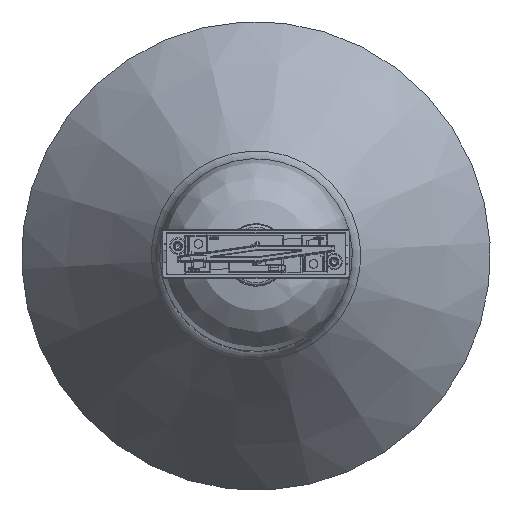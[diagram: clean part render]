
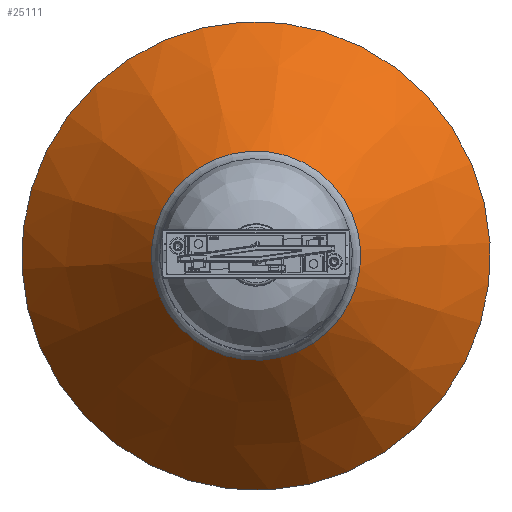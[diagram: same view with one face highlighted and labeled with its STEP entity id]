
A CAD part, top view. The second image highlights one B-rep face of the part: STEP entity #25111.
In plain terms, the highlighted conical face has half-angle 38 degrees and reference radius 65.09 mm.
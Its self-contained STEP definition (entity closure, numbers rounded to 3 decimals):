
#164=CONICAL_SURFACE('',#26738,65.09,0.663);
#1125=CIRCLE('',#26737,90.);
#1126=CIRCLE('',#26739,40.18);
#2320=FACE_OUTER_BOUND('',#3723,.T.);
#3723=EDGE_LOOP('',(#19668,#19669,#19670,#19671));
#5994=LINE('',#38993,#8673);
#8673=VECTOR('',#31033,65.09);
#10966=VERTEX_POINT('',#38988);
#10967=VERTEX_POINT('',#38991);
#14058=EDGE_CURVE('',#10966,#10966,#1125,.T.);
#14059=EDGE_CURVE('',#10967,#10967,#1126,.T.);
#14060=EDGE_CURVE('',#10967,#10966,#5994,.T.);
#19668=ORIENTED_EDGE('',*,*,#14059,.F.);
#19669=ORIENTED_EDGE('',*,*,#14060,.T.);
#19670=ORIENTED_EDGE('',*,*,#14058,.T.);
#19671=ORIENTED_EDGE('',*,*,#14060,.F.);
#25111=ADVANCED_FACE('',(#2320),#164,.T.);
#26737=AXIS2_PLACEMENT_3D('',#38989,#31027,#31028);
#26738=AXIS2_PLACEMENT_3D('',#38990,#31029,#31030);
#26739=AXIS2_PLACEMENT_3D('',#38992,#31031,#31032);
#31027=DIRECTION('center_axis',(0.,0.,
1.));
#31028=DIRECTION('ref_axis',(0.395,-0.919,0.));
#31029=DIRECTION('center_axis',(0.,0.,
-1.));
#31030=DIRECTION('ref_axis',(-0.919,-0.395,0.));
#31031=DIRECTION('center_axis',(0.,0.,
1.));
#31032=DIRECTION('ref_axis',(0.395,-0.919,0.));
#31033=DIRECTION('',(0.566,0.243,-0.788));
#38988=CARTESIAN_POINT('',(82.699,35.338,-459.902));
#38989=CARTESIAN_POINT('Origin',(0.,-0.172,
-459.902));
#38990=CARTESIAN_POINT('Origin',(0.,-0.172,
-428.018));
#38991=CARTESIAN_POINT('',(36.92,15.681,-396.135));
#38992=CARTESIAN_POINT('Origin',(0.,-0.172,
-396.135));
#38993=CARTESIAN_POINT('',(59.809,25.509,-428.018));
